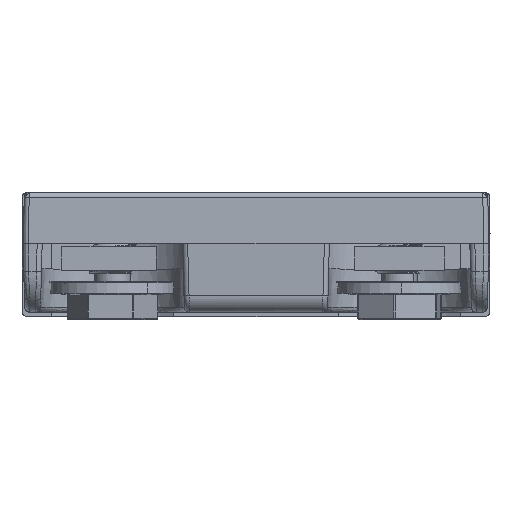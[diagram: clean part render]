
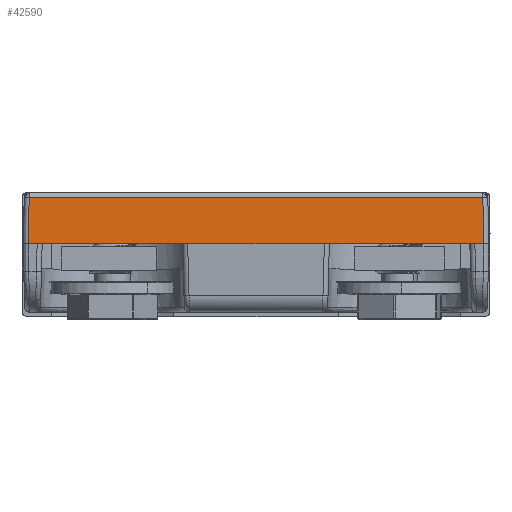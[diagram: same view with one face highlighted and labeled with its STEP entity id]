
A CAD part, left-side view. The second image highlights one B-rep face of the part: STEP entity #42590.
In plain terms, the highlighted planar face has unit normal (-1, 0, 0.026).
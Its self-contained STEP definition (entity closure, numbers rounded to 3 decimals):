
#2311 = DIRECTION ( 'NONE',  ( 0., -1., 0. ) ) ;
#4005 = VECTOR ( 'NONE', #47919, 1000. ) ;
#4935 = VERTEX_POINT ( 'NONE', #16968 ) ;
#6605 = CARTESIAN_POINT ( 'NONE',  ( -4.491, -79.76, -62.631 ) ) ;
#7434 = ORIENTED_EDGE ( 'NONE', *, *, #26944, .F. ) ;
#8701 = DIRECTION ( 'NONE',  ( 1., 0., -0.026 ) ) ;
#9334 = DIRECTION ( 'NONE',  ( -0.026, 0., -1. ) ) ;
#9828 = CARTESIAN_POINT ( 'NONE',  ( -4.491, -92.513, -62.631 ) ) ;
#10941 = LINE ( 'NONE', #35688, #35484 ) ;
#11681 = LINE ( 'NONE', #70728, #56448 ) ;
#12353 = FACE_OUTER_BOUND ( 'NONE', #32550, .T. ) ;
#12358 = VERTEX_POINT ( 'NONE', #50892 ) ;
#12965 = VECTOR ( 'NONE', #53564, 1000. ) ;
#14354 = PLANE ( 'NONE',  #90409 ) ;
#16968 = CARTESIAN_POINT ( 'NONE',  ( -4.491, -114.386, -62.631 ) ) ;
#19147 = VECTOR ( 'NONE', #2311, 1000. ) ;
#26944 = EDGE_CURVE ( 'NONE', #74743, #90953, #74157, .T. ) ;
#27219 = VERTEX_POINT ( 'NONE', #29399 ) ;
#28796 = DIRECTION ( 'NONE',  ( 0.026, -0.026, 0.999 ) ) ;
#29399 = CARTESIAN_POINT ( 'NONE',  ( -4.491, -102.263, -62.631 ) ) ;
#31439 = VERTEX_POINT ( 'NONE', #76138 ) ;
#31721 = ORIENTED_EDGE ( 'NONE', *, *, #67817, .F. ) ;
#32550 = EDGE_LOOP ( 'NONE', ( #46378, #78823, #55862, #73535, #31721, #39645, #7434, #91218 ) ) ;
#35103 = LINE ( 'NONE', #70946, #63128 ) ;
#35304 = DIRECTION ( 'NONE',  ( 0., 1., 0. ) ) ;
#35484 = VECTOR ( 'NONE', #64472, 1000. ) ;
#35688 = CARTESIAN_POINT ( 'NONE',  ( -4.491, -101.632, -62.631 ) ) ;
#38371 = CARTESIAN_POINT ( 'NONE',  ( -4.491, -91.883, -62.631 ) ) ;
#39645 = ORIENTED_EDGE ( 'NONE', *, *, #52642, .F. ) ;
#42590 = ADVANCED_FACE ( 'NONE', ( #12353 ), #14354, .F. ) ;
#43019 = LINE ( 'NONE', #48225, #4005 ) ;
#44312 = CARTESIAN_POINT ( 'NONE',  ( -4.542, -92.513, -64.562 ) ) ;
#46378 = ORIENTED_EDGE ( 'NONE', *, *, #89922, .F. ) ;
#47919 = DIRECTION ( 'NONE',  ( 0., -1., 0. ) ) ;
#48225 = CARTESIAN_POINT ( 'NONE',  ( -4.399, -111.739, -59.116 ) ) ;
#49447 = DIRECTION ( 'NONE',  ( -0.026, -0.026, -0.999 ) ) ;
#49463 = EDGE_CURVE ( 'NONE', #31439, #27219, #86745, .T. ) ;
#50892 = CARTESIAN_POINT ( 'NONE',  ( -4.399, -114.294, -59.116 ) ) ;
#52404 = EDGE_CURVE ( 'NONE', #27219, #70395, #56444, .T. ) ;
#52642 = EDGE_CURVE ( 'NONE', #90953, #12358, #43019, .T. ) ;
#52654 = VERTEX_POINT ( 'NONE', #91345 ) ;
#53564 = DIRECTION ( 'NONE',  ( 0., 1., 0. ) ) ;
#55862 = ORIENTED_EDGE ( 'NONE', *, *, #49463, .F. ) ;
#56444 = LINE ( 'NONE', #67379, #65380 ) ;
#56448 = VECTOR ( 'NONE', #49447, 1000. ) ;
#60532 = LINE ( 'NONE', #9828, #19147 ) ;
#63128 = VECTOR ( 'NONE', #35304, 1000. ) ;
#64472 = DIRECTION ( 'NONE',  ( 0., 1., 0. ) ) ;
#65380 = VECTOR ( 'NONE', #74559, 1000. ) ;
#67379 = CARTESIAN_POINT ( 'NONE',  ( -4.491, -92.513, -62.631 ) ) ;
#67817 = EDGE_CURVE ( 'NONE', #12358, #4935, #11681, .T. ) ;
#70395 = VERTEX_POINT ( 'NONE', #38371 ) ;
#70728 = CARTESIAN_POINT ( 'NONE',  ( -4.399, -114.294, -59.116 ) ) ;
#70946 = CARTESIAN_POINT ( 'NONE',  ( -4.491, -92.513, -62.631 ) ) ;
#73535 = ORIENTED_EDGE ( 'NONE', *, *, #84648, .F. ) ;
#74157 = LINE ( 'NONE', #6605, #76432 ) ;
#74559 = DIRECTION ( 'NONE',  ( 0., 1., 0. ) ) ;
#74743 = VERTEX_POINT ( 'NONE', #82514 ) ;
#76138 = CARTESIAN_POINT ( 'NONE',  ( -4.491, -113.692, -62.631 ) ) ;
#76432 = VECTOR ( 'NONE', #28796, 1000. ) ;
#77369 = CARTESIAN_POINT ( 'NONE',  ( -4.491, -92.513, -62.631 ) ) ;
#78823 = ORIENTED_EDGE ( 'NONE', *, *, #52404, .F. ) ;
#81052 = EDGE_CURVE ( 'NONE', #74743, #52654, #60532, .T. ) ;
#82514 = CARTESIAN_POINT ( 'NONE',  ( -4.491, -79.76, -62.631 ) ) ;
#83671 = CARTESIAN_POINT ( 'NONE',  ( -4.399, -79.852, -59.116 ) ) ;
#84648 = EDGE_CURVE ( 'NONE', #4935, #31439, #10941, .T. ) ;
#86745 = LINE ( 'NONE', #77369, #12965 ) ;
#89922 = EDGE_CURVE ( 'NONE', #70395, #52654, #35103, .T. ) ;
#90409 = AXIS2_PLACEMENT_3D ( 'NONE', #44312, #8701, #9334 ) ;
#90953 = VERTEX_POINT ( 'NONE', #83671 ) ;
#91218 = ORIENTED_EDGE ( 'NONE', *, *, #81052, .T. ) ;
#91345 = CARTESIAN_POINT ( 'NONE',  ( -4.491, -80.453, -62.631 ) ) ;
